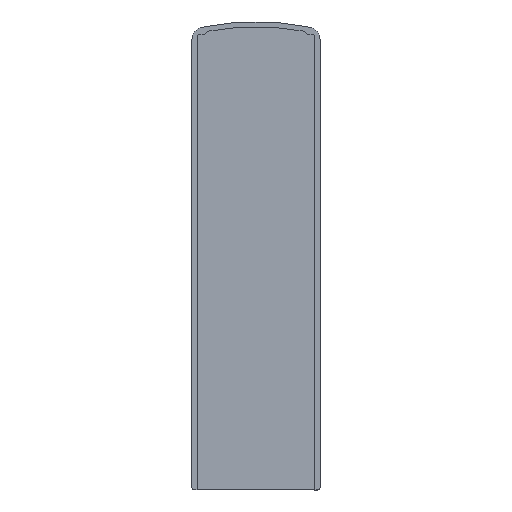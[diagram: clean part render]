
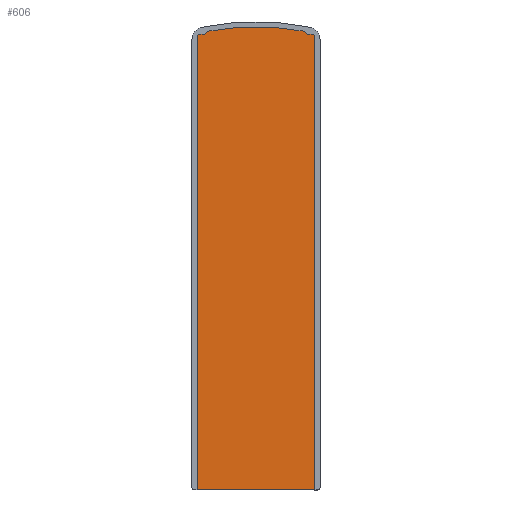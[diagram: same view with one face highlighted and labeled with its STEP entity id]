
A CAD part, top view. The second image highlights one B-rep face of the part: STEP entity #606.
In plain terms, the highlighted planar face has unit normal (0, 0, 1).
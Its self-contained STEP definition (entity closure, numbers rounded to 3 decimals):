
#8 = CARTESIAN_POINT ( 'NONE',  ( 3292.388, 2515.716, 0. ) ) ;
#22 = EDGE_CURVE ( 'NONE', #788, #570, #409, .T. ) ;
#28 = AXIS2_PLACEMENT_3D ( 'NONE', #423, #429, #358 ) ;
#44 = DIRECTION ( 'NONE',  ( 0., 0., -1. ) ) ;
#52 = AXIS2_PLACEMENT_3D ( 'NONE', #8, #365, #182 ) ;
#66 = AXIS2_PLACEMENT_3D ( 'NONE', #583, #569, #510 ) ;
#69 = CARTESIAN_POINT ( 'NONE',  ( 0., 2516.425, 0. ) ) ;
#84 = DIRECTION ( 'NONE',  ( 1., 0., 0. ) ) ;
#89 = CARTESIAN_POINT ( 'NONE',  ( 3294.031, 2516.855, 0. ) ) ;
#92 = ORIENTED_EDGE ( 'NONE', *, *, #439, .T. ) ;
#100 = AXIS2_PLACEMENT_3D ( 'NONE', #337, #747, #512 ) ;
#105 = VECTOR ( 'NONE', #549, 1000. ) ;
#112 = VERTEX_POINT ( 'NONE', #198 ) ;
#141 = VERTEX_POINT ( 'NONE', #683 ) ;
#151 = CARTESIAN_POINT ( 'NONE',  ( 3256.438, 2517.68, 0. ) ) ;
#160 = CARTESIAN_POINT ( 'NONE',  ( 3251.853, 2340.425, 0. ) ) ;
#168 = VERTEX_POINT ( 'NONE', #621 ) ;
#169 = CARTESIAN_POINT ( 'NONE',  ( 3297.353, 0., 0. ) ) ;
#170 = LINE ( 'NONE', #255, #105 ) ;
#177 = DIRECTION ( 'NONE',  ( 0., 0., 1. ) ) ;
#179 = ORIENTED_EDGE ( 'NONE', *, *, #675, .T. ) ;
#182 = DIRECTION ( 'NONE',  ( 1., 0., 0. ) ) ;
#184 = DIRECTION ( 'NONE',  ( 1., 0., 0. ) ) ;
#189 = VERTEX_POINT ( 'NONE', #681 ) ;
#196 = EDGE_CURVE ( 'NONE', #339, #599, #295, .T. ) ;
#198 = CARTESIAN_POINT ( 'NONE',  ( 3254.353, 2516.425, 0. ) ) ;
#199 = VERTEX_POINT ( 'NONE', #566 ) ;
#201 = ORIENTED_EDGE ( 'NONE', *, *, #22, .T. ) ;
#202 = CARTESIAN_POINT ( 'NONE',  ( 3297.353, 2340.425, 0. ) ) ;
#203 = EDGE_CURVE ( 'NONE', #599, #366, #362, .T. ) ;
#204 = AXIS2_PLACEMENT_3D ( 'NONE', #707, #177, #716 ) ;
#229 = LINE ( 'NONE', #473, #466 ) ;
#234 = EDGE_CURVE ( 'NONE', #339, #788, #239, .T. ) ;
#239 = CIRCLE ( 'NONE', #52, 2. ) ;
#243 = ORIENTED_EDGE ( 'NONE', *, *, #196, .F. ) ;
#254 = VECTOR ( 'NONE', #258, 1000. ) ;
#255 = CARTESIAN_POINT ( 'NONE',  ( 3298.353, 2340.425, 0. ) ) ;
#256 = AXIS2_PLACEMENT_3D ( 'NONE', #758, #629, #84 ) ;
#258 = DIRECTION ( 'NONE',  ( 1., 0., 0. ) ) ;
#259 = ORIENTED_EDGE ( 'NONE', *, *, #273, .T. ) ;
#273 = EDGE_CURVE ( 'NONE', #168, #366, #505, .T. ) ;
#275 = VERTEX_POINT ( 'NONE', #202 ) ;
#282 = DIRECTION ( 'NONE',  ( 0., 1., 0. ) ) ;
#287 = DIRECTION ( 'NONE',  ( -1., 0., 0. ) ) ;
#291 = DIRECTION ( 'NONE',  ( 0., 1., 0. ) ) ;
#295 = CIRCLE ( 'NONE', #601, 1. ) ;
#301 = ORIENTED_EDGE ( 'NONE', *, *, #328, .F. ) ;
#328 = EDGE_CURVE ( 'NONE', #112, #189, #411, .T. ) ;
#337 = CARTESIAN_POINT ( 'NONE',  ( 3296.353, 2515.425, 0. ) ) ;
#339 = VERTEX_POINT ( 'NONE', #89 ) ;
#347 = FACE_OUTER_BOUND ( 'NONE', #612, .T. ) ;
#348 = ORIENTED_EDGE ( 'NONE', *, *, #712, .F. ) ;
#358 = DIRECTION ( 'NONE',  ( 1., 0., 0. ) ) ;
#362 = LINE ( 'NONE', #69, #254 ) ;
#365 = DIRECTION ( 'NONE',  ( 0., 0., 1. ) ) ;
#366 = VERTEX_POINT ( 'NONE', #389 ) ;
#382 = EDGE_CURVE ( 'NONE', #141, #199, #771, .T. ) ;
#389 = CARTESIAN_POINT ( 'NONE',  ( 3296.353, 2516.425, 0. ) ) ;
#405 = LINE ( 'NONE', #169, #624 ) ;
#409 = CIRCLE ( 'NONE', #204, 95.395 ) ;
#411 = CIRCLE ( 'NONE', #66, 1. ) ;
#423 = CARTESIAN_POINT ( 'NONE',  ( 3256.819, 2515.716, 0. ) ) ;
#429 = DIRECTION ( 'NONE',  ( 0., 0., 1. ) ) ;
#430 = CIRCLE ( 'NONE', #28, 2. ) ;
#439 = EDGE_CURVE ( 'NONE', #275, #168, #405, .T. ) ;
#466 = VECTOR ( 'NONE', #291, 1000. ) ;
#468 = EDGE_CURVE ( 'NONE', #112, #141, #481, .T. ) ;
#470 = CARTESIAN_POINT ( 'NONE',  ( 3294.853, 2516.425, 0. ) ) ;
#473 = CARTESIAN_POINT ( 'NONE',  ( 3251.853, 0., 0. ) ) ;
#475 = ORIENTED_EDGE ( 'NONE', *, *, #382, .T. ) ;
#481 = LINE ( 'NONE', #485, #775 ) ;
#485 = CARTESIAN_POINT ( 'NONE',  ( 0., 2516.425, 0. ) ) ;
#493 = EDGE_CURVE ( 'NONE', #545, #199, #229, .T. ) ;
#495 = ORIENTED_EDGE ( 'NONE', *, *, #468, .T. ) ;
#505 = CIRCLE ( 'NONE', #100, 1. ) ;
#510 = DIRECTION ( 'NONE',  ( 1., 0., 0. ) ) ;
#512 = DIRECTION ( 'NONE',  ( 1., 0., 0. ) ) ;
#513 = ORIENTED_EDGE ( 'NONE', *, *, #493, .F. ) ;
#545 = VERTEX_POINT ( 'NONE', #160 ) ;
#549 = DIRECTION ( 'NONE',  ( -1., 0., 0. ) ) ;
#563 = DIRECTION ( 'NONE',  ( 0., 0., 1. ) ) ;
#566 = CARTESIAN_POINT ( 'NONE',  ( 3251.853, 2515.425, 0. ) ) ;
#569 = DIRECTION ( 'NONE',  ( 0., 0., 1. ) ) ;
#570 = VERTEX_POINT ( 'NONE', #151 ) ;
#574 = ORIENTED_EDGE ( 'NONE', *, *, #203, .F. ) ;
#577 = AXIS2_PLACEMENT_3D ( 'NONE', #594, #44, #287 ) ;
#578 = ORIENTED_EDGE ( 'NONE', *, *, #234, .T. ) ;
#583 = CARTESIAN_POINT ( 'NONE',  ( 3254.353, 2517.425, 0. ) ) ;
#594 = CARTESIAN_POINT ( 'NONE',  ( 3298.353, 2341.425, 0. ) ) ;
#599 = VERTEX_POINT ( 'NONE', #470 ) ;
#601 = AXIS2_PLACEMENT_3D ( 'NONE', #616, #563, #184 ) ;
#606 = ADVANCED_FACE ( 'NONE', ( #347 ), #646, .F. ) ;
#610 = CARTESIAN_POINT ( 'NONE',  ( 3292.768, 2517.68, 0. ) ) ;
#612 = EDGE_LOOP ( 'NONE', ( #513, #348, #92, #259, #574, #243, #578, #201, #179, #301, #495, #475 ) ) ;
#616 = CARTESIAN_POINT ( 'NONE',  ( 3294.853, 2517.425, 0. ) ) ;
#621 = CARTESIAN_POINT ( 'NONE',  ( 3297.353, 2515.425, 0. ) ) ;
#624 = VECTOR ( 'NONE', #282, 1000. ) ;
#629 = DIRECTION ( 'NONE',  ( 0., 0., 1. ) ) ;
#646 = PLANE ( 'NONE',  #577 ) ;
#675 = EDGE_CURVE ( 'NONE', #570, #189, #430, .T. ) ;
#681 = CARTESIAN_POINT ( 'NONE',  ( 3255.175, 2516.855, 0. ) ) ;
#683 = CARTESIAN_POINT ( 'NONE',  ( 3252.853, 2516.425, 0. ) ) ;
#707 = CARTESIAN_POINT ( 'NONE',  ( 3274.603, 2424.03, 0. ) ) ;
#712 = EDGE_CURVE ( 'NONE', #275, #545, #170, .T. ) ;
#716 = DIRECTION ( 'NONE',  ( 1., 0., 0. ) ) ;
#718 = DIRECTION ( 'NONE',  ( -1., 0., 0. ) ) ;
#747 = DIRECTION ( 'NONE',  ( 0., 0., 1. ) ) ;
#758 = CARTESIAN_POINT ( 'NONE',  ( 3252.853, 2515.425, 0. ) ) ;
#771 = CIRCLE ( 'NONE', #256, 1. ) ;
#775 = VECTOR ( 'NONE', #718, 1000. ) ;
#788 = VERTEX_POINT ( 'NONE', #610 ) ;
